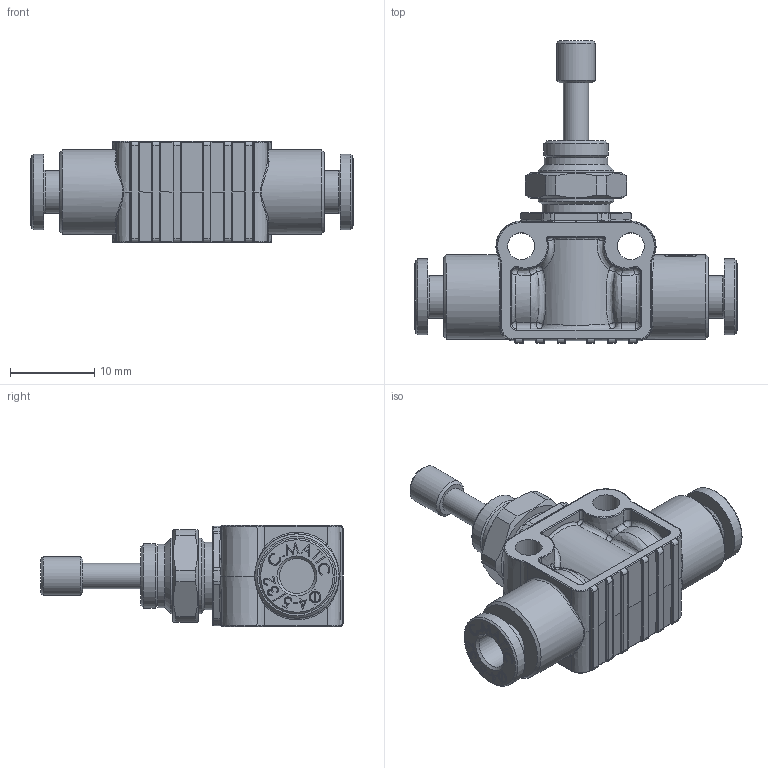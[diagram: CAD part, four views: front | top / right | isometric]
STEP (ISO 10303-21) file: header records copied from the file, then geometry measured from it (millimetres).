
FILE_DESCRIPTION( ( 'STEP AP214' ), '1' );
FILE_NAME( 'psolqas_17280_4.stp', '2020-12-01T16:34:21', ( 'License CC BY-ND 4.0' ), ( 'CADENAS' ), ' ', 'PARTsolutions', ' ' );
FILE_SCHEMA( ( 'AUTOMOTIVE_DESIGN { 1 0 10303 214 1 1 1 1 }' ) );
Length unit declared in the file: metre
Products named in the file (1): NONE
Bounding box: 38.2 x 35.89 x 12 mm (x, y, z)
Volume: 4177.4 mm3; surface area: 3340.5 mm2
Topology: 1 solids, 6 shells, 873 faces, 2233 edges, 1410 vertices
Faces by surface type: plane 370, bspline 314, cylinder 147, cone 42
Full cylindrical faces by diameter (mm): 0.513 x1, 3 x2, 3.2 x2, 4.15 x2, 4.6 x1, 5.05 x2, 7.5 x1, 7.6 x1, 8.004 x1, 9 x4, 10 x2
Entity records: 48378 total; most frequent: CARTESIAN_POINT 23144, ORIENTED_EDGE 4324, DIRECTION 2765, EDGE_CURVE 2162, VERTEX_POINT 1402, LINE 1061, VECTOR 1061, EDGE_LOOP 980
